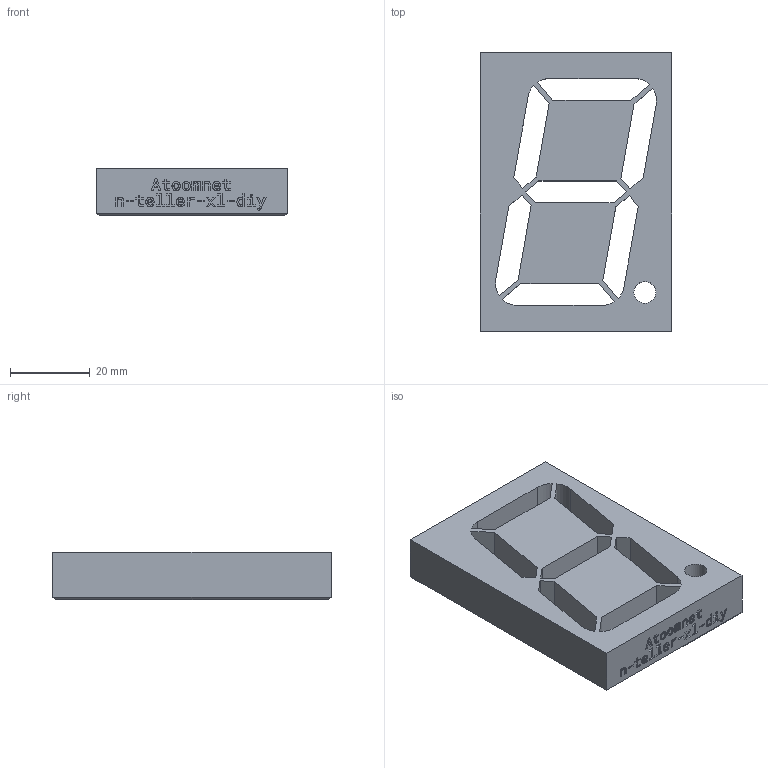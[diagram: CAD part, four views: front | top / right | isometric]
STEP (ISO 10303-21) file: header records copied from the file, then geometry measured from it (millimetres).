
FILE_DESCRIPTION(('FreeCAD Model'),'2;1');
FILE_NAME('Open CASCADE Shape Model','2025-07-27T21:28:14',(''),(''), 'Open CASCADE STEP processor 7.9','FreeCAD','Unknown');
FILE_SCHEMA(('AUTOMOTIVE_DESIGN { 1 0 10303 214 1 1 1 1 }'));
Length unit declared in the file: millimetre
Products named in the file (1): Body
Bounding box: 47.8 x 69.7 x 12 mm (x, y, z)
Volume: 28912.7 mm3; surface area: 12843.8 mm2
Topology: 1 solids, 1 shells, 606 faces, 1699 edges, 1130 vertices
Faces by surface type: extrusion 318, plane 271, cylinder 13, cone 4
Full cylindrical faces by diameter (mm): 1.5 x4, 5.5 x1
Entity records: 20819 total; most frequent: CARTESIAN_POINT 6364, ORIENTED_EDGE 3398, DIRECTION 1989, EDGE_CURVE 1699, VECTOR 1351, VERTEX_POINT 1130, LINE 1033, B_SPLINE_CURVE_WITH_KNOTS 954
